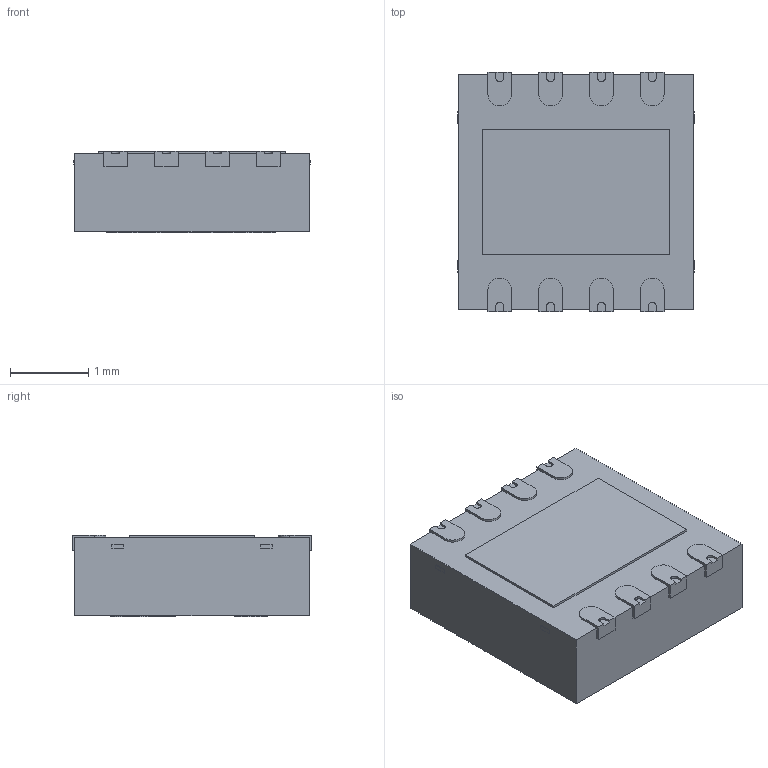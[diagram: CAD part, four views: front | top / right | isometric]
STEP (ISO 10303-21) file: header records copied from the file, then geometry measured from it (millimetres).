
FILE_DESCRIPTION (( 'STEP AP203' ), '1' );
FILE_NAME ('TJA1442 OP2.STEP', '2022-06-05T11:18:00', ( '' ), ( '' ), 'SwSTEP 2.0', 'SolidWorks 2020', '' );
FILE_SCHEMA (( 'CONFIG_CONTROL_DESIGN' ));
Length unit declared in the file: millimetre
Products named in the file (1): TJA1442 OP2
Bounding box: 3.02 x 3.06 x 1.04 mm (x, y, z)
Volume: 9.2 mm3; surface area: 31.2 mm2
Topology: 1 solids, 1 shells, 262 faces, 717 edges, 478 vertices
Faces by surface type: plane 228, cylinder 24, bspline 10
Entity records: 8762 total; most frequent: CARTESIAN_POINT 2044, ORIENTED_EDGE 1434, DIRECTION 1251, EDGE_CURVE 717, LINE 649, VECTOR 649, VERTEX_POINT 478, AXIS2_PLACEMENT_3D 301
